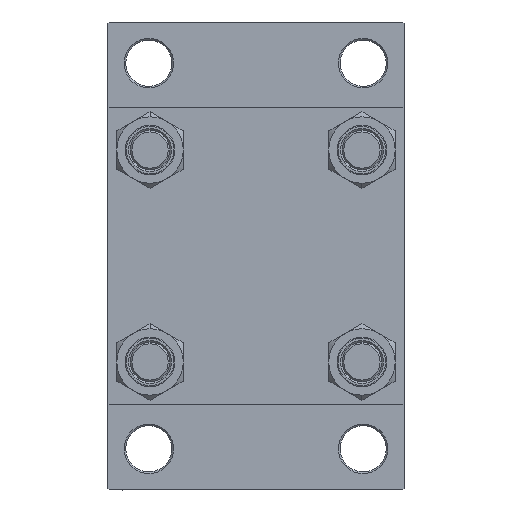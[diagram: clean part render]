
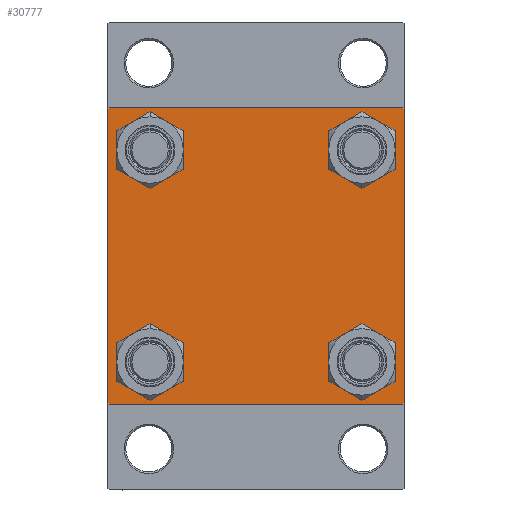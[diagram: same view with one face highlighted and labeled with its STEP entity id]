
A CAD part, left-side view. The second image highlights one B-rep face of the part: STEP entity #30777.
In plain terms, the highlighted planar face has unit normal (-1, 0, 0).
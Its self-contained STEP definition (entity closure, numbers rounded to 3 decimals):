
#99 = AXIS2_PLACEMENT_3D ( 'NONE', #47114, #17087, #17563 ) ;
#410 = EDGE_CURVE ( 'NONE', #43728, #35230, #6129, .T. ) ;
#447 = DIRECTION ( 'NONE',  ( 0., 0., 1. ) ) ;
#677 = FACE_BOUND ( 'NONE', #38328, .T. ) ;
#698 = EDGE_CURVE ( 'NONE', #13022, #19203, #18603, .T. ) ;
#866 = VERTEX_POINT ( 'NONE', #2831 ) ;
#2345 = VERTEX_POINT ( 'NONE', #11159 ) ;
#2831 = CARTESIAN_POINT ( 'NONE',  ( 0., 45., 44.5 ) ) ;
#3134 = VERTEX_POINT ( 'NONE', #28099 ) ;
#3196 = VECTOR ( 'NONE', #3357, 1000. ) ;
#3357 = DIRECTION ( 'NONE',  ( 0., -0.707, 0.707 ) ) ;
#3485 = CARTESIAN_POINT ( 'NONE',  ( 0., 32.15, 32.15 ) ) ;
#3499 = ORIENTED_EDGE ( 'NONE', *, *, #23454, .T. ) ;
#3807 = VECTOR ( 'NONE', #44521, 1000. ) ;
#4609 = DIRECTION ( 'NONE',  ( 1., 0., 0. ) ) ;
#4698 = EDGE_LOOP ( 'NONE', ( #14829, #9282 ) ) ;
#4999 = VERTEX_POINT ( 'NONE', #42321 ) ;
#5214 = CARTESIAN_POINT ( 'NONE',  ( 0., 44.75, 44.75 ) ) ;
#6129 = CIRCLE ( 'NONE', #33186, 6.5 ) ;
#6194 = VECTOR ( 'NONE', #44171, 1000. ) ;
#6568 = CARTESIAN_POINT ( 'NONE',  ( 0., -32.15, -38.65 ) ) ;
#7630 = CARTESIAN_POINT ( 'NONE',  ( 0., -44.5, 45. ) ) ;
#7697 = CARTESIAN_POINT ( 'NONE',  ( 0., 0., 0. ) ) ;
#7767 = LINE ( 'NONE', #15952, #21723 ) ;
#7783 = ORIENTED_EDGE ( 'NONE', *, *, #698, .T. ) ;
#7878 = DIRECTION ( 'NONE',  ( 0., -1., 0. ) ) ;
#7910 = CARTESIAN_POINT ( 'NONE',  ( 0., 32.15, 32.15 ) ) ;
#7982 = DIRECTION ( 'NONE',  ( 1., 0., 0. ) ) ;
#9282 = ORIENTED_EDGE ( 'NONE', *, *, #37831, .T. ) ;
#9467 = AXIS2_PLACEMENT_3D ( 'NONE', #7910, #12243, #38137 ) ;
#9524 = EDGE_CURVE ( 'NONE', #32633, #15630, #15259, .T. ) ;
#10036 = LINE ( 'NONE', #5214, #6194 ) ;
#10140 = LINE ( 'NONE', #28509, #3196 ) ;
#10501 = DIRECTION ( 'NONE',  ( 1., 0., 0. ) ) ;
#11159 = CARTESIAN_POINT ( 'NONE',  ( 0., 44.5, 45. ) ) ;
#11256 = ORIENTED_EDGE ( 'NONE', *, *, #22607, .T. ) ;
#11393 = DIRECTION ( 'NONE',  ( 0., 0.707, 0.707 ) ) ;
#11586 = ORIENTED_EDGE ( 'NONE', *, *, #43885, .F. ) ;
#12243 = DIRECTION ( 'NONE',  ( 1., 0., 0. ) ) ;
#12252 = VERTEX_POINT ( 'NONE', #7630 ) ;
#12731 = CARTESIAN_POINT ( 'NONE',  ( 0., -32.15, 38.65 ) ) ;
#13022 = VERTEX_POINT ( 'NONE', #14980 ) ;
#14719 = FACE_BOUND ( 'NONE', #36184, .T. ) ;
#14829 = ORIENTED_EDGE ( 'NONE', *, *, #9524, .T. ) ;
#14980 = CARTESIAN_POINT ( 'NONE',  ( 0., 45., -44.5 ) ) ;
#15259 = CIRCLE ( 'NONE', #46996, 6.5 ) ;
#15420 = PLANE ( 'NONE',  #27379 ) ;
#15463 = CARTESIAN_POINT ( 'NONE',  ( 0., 32.15, -38.65 ) ) ;
#15465 = DIRECTION ( 'NONE',  ( 0., 0., 1. ) ) ;
#15483 = VECTOR ( 'NONE', #39397, 1000. ) ;
#15630 = VERTEX_POINT ( 'NONE', #46430 ) ;
#15725 = CARTESIAN_POINT ( 'NONE',  ( 0., -32.15, -32.15 ) ) ;
#15848 = AXIS2_PLACEMENT_3D ( 'NONE', #15725, #4609, #25897 ) ;
#15952 = CARTESIAN_POINT ( 'NONE',  ( 0., -44.75, 44.75 ) ) ;
#16059 = EDGE_CURVE ( 'NONE', #2345, #866, #10036, .T. ) ;
#16393 = ORIENTED_EDGE ( 'NONE', *, *, #16558, .F. ) ;
#16558 = EDGE_CURVE ( 'NONE', #2345, #12252, #16877, .T. ) ;
#16811 = VECTOR ( 'NONE', #22948, 1000. ) ;
#16877 = LINE ( 'NONE', #24360, #15483 ) ;
#17068 = ORIENTED_EDGE ( 'NONE', *, *, #18678, .T. ) ;
#17087 = DIRECTION ( 'NONE',  ( 1., 0., 0. ) ) ;
#17563 = DIRECTION ( 'NONE',  ( 0., 0., 1. ) ) ;
#18603 = LINE ( 'NONE', #29717, #3807 ) ;
#18678 = EDGE_CURVE ( 'NONE', #4999, #44833, #10140, .T. ) ;
#19169 = CARTESIAN_POINT ( 'NONE',  ( 0., -45., 44.5 ) ) ;
#19203 = VERTEX_POINT ( 'NONE', #20301 ) ;
#19369 = ORIENTED_EDGE ( 'NONE', *, *, #33796, .T. ) ;
#19436 = AXIS2_PLACEMENT_3D ( 'NONE', #3485, #33477, #37351 ) ;
#19543 = VERTEX_POINT ( 'NONE', #31620 ) ;
#20187 = CARTESIAN_POINT ( 'NONE',  ( 0., -32.15, 32.15 ) ) ;
#20301 = CARTESIAN_POINT ( 'NONE',  ( 0., 44.5, -45. ) ) ;
#20596 = DIRECTION ( 'NONE',  ( 0., 0., -1. ) ) ;
#20660 = EDGE_LOOP ( 'NONE', ( #3499, #7783, #19369, #17068, #11586, #11256, #16393, #26867 ) ) ;
#21242 = ORIENTED_EDGE ( 'NONE', *, *, #21745, .T. ) ;
#21723 = VECTOR ( 'NONE', #11393, 1000. ) ;
#21745 = EDGE_CURVE ( 'NONE', #27894, #19543, #40263, .T. ) ;
#21992 = AXIS2_PLACEMENT_3D ( 'NONE', #20187, #27923, #34967 ) ;
#22607 = EDGE_CURVE ( 'NONE', #38943, #12252, #7767, .T. ) ;
#22948 = DIRECTION ( 'NONE',  ( 0., 0., -1. ) ) ;
#23283 = EDGE_CURVE ( 'NONE', #27636, #3134, #28727, .T. ) ;
#23454 = EDGE_CURVE ( 'NONE', #866, #13022, #32212, .T. ) ;
#24360 = CARTESIAN_POINT ( 'NONE',  ( 0., 45., 45. ) ) ;
#24414 = EDGE_CURVE ( 'NONE', #3134, #27636, #31843, .T. ) ;
#25897 = DIRECTION ( 'NONE',  ( 0., 0., 1. ) ) ;
#26239 = CARTESIAN_POINT ( 'NONE',  ( 0., 45., -45. ) ) ;
#26299 = FACE_BOUND ( 'NONE', #33506, .T. ) ;
#26867 = ORIENTED_EDGE ( 'NONE', *, *, #16059, .T. ) ;
#27379 = AXIS2_PLACEMENT_3D ( 'NONE', #7697, #41098, #447 ) ;
#27636 = VERTEX_POINT ( 'NONE', #30509 ) ;
#27894 = VERTEX_POINT ( 'NONE', #15463 ) ;
#27923 = DIRECTION ( 'NONE',  ( 1., 0., 0. ) ) ;
#28099 = CARTESIAN_POINT ( 'NONE',  ( 0., 32.15, 38.65 ) ) ;
#28509 = CARTESIAN_POINT ( 'NONE',  ( 0., -44.75, -44.75 ) ) ;
#28727 = CIRCLE ( 'NONE', #19436, 6.5 ) ;
#29615 = ORIENTED_EDGE ( 'NONE', *, *, #410, .T. ) ;
#29717 = CARTESIAN_POINT ( 'NONE',  ( 0., 44.75, -44.75 ) ) ;
#30509 = CARTESIAN_POINT ( 'NONE',  ( 0., 32.15, 25.65 ) ) ;
#30777 = ADVANCED_FACE ( 'NONE', ( #37225, #14719, #26299, #677, #33822 ), #15420, .T. ) ;
#31395 = EDGE_CURVE ( 'NONE', #35230, #43728, #32847, .T. ) ;
#31620 = CARTESIAN_POINT ( 'NONE',  ( 0., 32.15, -25.65 ) ) ;
#31843 = CIRCLE ( 'NONE', #9467, 6.5 ) ;
#32212 = LINE ( 'NONE', #39504, #42683 ) ;
#32258 = AXIS2_PLACEMENT_3D ( 'NONE', #41142, #7982, #15465 ) ;
#32295 = DIRECTION ( 'NONE',  ( 0., 0., 1. ) ) ;
#32539 = CARTESIAN_POINT ( 'NONE',  ( 0., -32.15, 32.15 ) ) ;
#32633 = VERTEX_POINT ( 'NONE', #12731 ) ;
#32847 = CIRCLE ( 'NONE', #15848, 6.5 ) ;
#33149 = LINE ( 'NONE', #37502, #16811 ) ;
#33186 = AXIS2_PLACEMENT_3D ( 'NONE', #43671, #10501, #34604 ) ;
#33477 = DIRECTION ( 'NONE',  ( 1., 0., 0. ) ) ;
#33506 = EDGE_LOOP ( 'NONE', ( #47442, #21242 ) ) ;
#33796 = EDGE_CURVE ( 'NONE', #19203, #4999, #44678, .T. ) ;
#33822 = FACE_OUTER_BOUND ( 'NONE', #20660, .T. ) ;
#34604 = DIRECTION ( 'NONE',  ( 0., 0., 1. ) ) ;
#34967 = DIRECTION ( 'NONE',  ( 0., 0., 1. ) ) ;
#35230 = VERTEX_POINT ( 'NONE', #6568 ) ;
#35864 = ORIENTED_EDGE ( 'NONE', *, *, #31395, .T. ) ;
#36166 = ORIENTED_EDGE ( 'NONE', *, *, #23283, .T. ) ;
#36184 = EDGE_LOOP ( 'NONE', ( #29615, #35864 ) ) ;
#36708 = ORIENTED_EDGE ( 'NONE', *, *, #24414, .T. ) ;
#37225 = FACE_BOUND ( 'NONE', #4698, .T. ) ;
#37351 = DIRECTION ( 'NONE',  ( 0., 0., 1. ) ) ;
#37502 = CARTESIAN_POINT ( 'NONE',  ( 0., -45., 45. ) ) ;
#37831 = EDGE_CURVE ( 'NONE', #15630, #32633, #42898, .T. ) ;
#38137 = DIRECTION ( 'NONE',  ( 0., 0., 1. ) ) ;
#38328 = EDGE_LOOP ( 'NONE', ( #36708, #36166 ) ) ;
#38943 = VERTEX_POINT ( 'NONE', #19169 ) ;
#39397 = DIRECTION ( 'NONE',  ( 0., -1., 0. ) ) ;
#39504 = CARTESIAN_POINT ( 'NONE',  ( 0., 45., 45. ) ) ;
#40263 = CIRCLE ( 'NONE', #99, 6.5 ) ;
#41098 = DIRECTION ( 'NONE',  ( -1., 0., 0. ) ) ;
#41142 = CARTESIAN_POINT ( 'NONE',  ( 0., 32.15, -32.15 ) ) ;
#42082 = VECTOR ( 'NONE', #7878, 1000. ) ;
#42321 = CARTESIAN_POINT ( 'NONE',  ( 0., -44.5, -45. ) ) ;
#42683 = VECTOR ( 'NONE', #20596, 1000. ) ;
#42898 = CIRCLE ( 'NONE', #21992, 6.5 ) ;
#43671 = CARTESIAN_POINT ( 'NONE',  ( 0., -32.15, -32.15 ) ) ;
#43728 = VERTEX_POINT ( 'NONE', #46512 ) ;
#43885 = EDGE_CURVE ( 'NONE', #38943, #44833, #33149, .T. ) ;
#43922 = EDGE_CURVE ( 'NONE', #19543, #27894, #47782, .T. ) ;
#44171 = DIRECTION ( 'NONE',  ( 0., 0.707, -0.707 ) ) ;
#44521 = DIRECTION ( 'NONE',  ( 0., -0.707, -0.707 ) ) ;
#44678 = LINE ( 'NONE', #26239, #42082 ) ;
#44833 = VERTEX_POINT ( 'NONE', #45984 ) ;
#45984 = CARTESIAN_POINT ( 'NONE',  ( 0., -45., -44.5 ) ) ;
#46430 = CARTESIAN_POINT ( 'NONE',  ( 0., -32.15, 25.65 ) ) ;
#46512 = CARTESIAN_POINT ( 'NONE',  ( 0., -32.15, -25.65 ) ) ;
#46996 = AXIS2_PLACEMENT_3D ( 'NONE', #32539, #47337, #32295 ) ;
#47114 = CARTESIAN_POINT ( 'NONE',  ( 0., 32.15, -32.15 ) ) ;
#47337 = DIRECTION ( 'NONE',  ( 1., 0., 0. ) ) ;
#47442 = ORIENTED_EDGE ( 'NONE', *, *, #43922, .T. ) ;
#47782 = CIRCLE ( 'NONE', #32258, 6.5 ) ;
